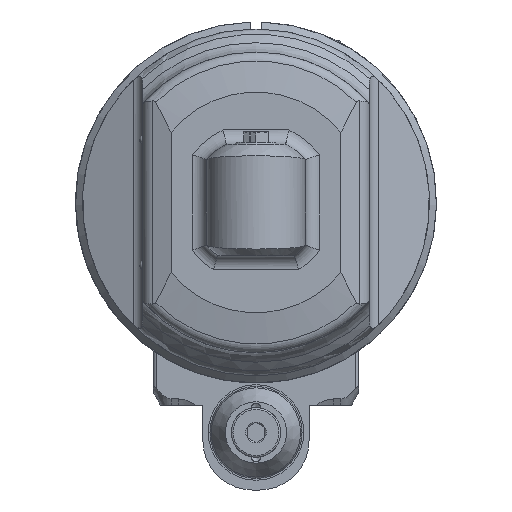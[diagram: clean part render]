
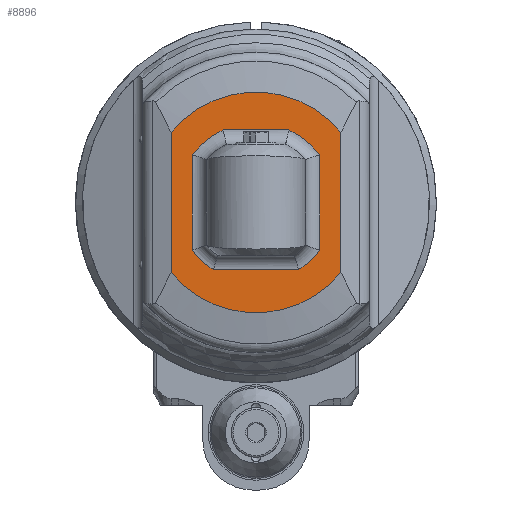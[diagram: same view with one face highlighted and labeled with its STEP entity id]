
A CAD part, front view. The second image highlights one B-rep face of the part: STEP entity #8896.
In plain terms, the highlighted face is planar.
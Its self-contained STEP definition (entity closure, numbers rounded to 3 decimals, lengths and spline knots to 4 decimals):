
#252=FACE_BOUND('',#2549,.T.);
#563=LINE('',#13369,#1212);
#565=LINE('',#13410,#1214);
#566=LINE('',#13414,#1215);
#567=LINE('',#13418,#1216);
#568=LINE('',#13421,#1217);
#569=LINE('',#13424,#1218);
#1212=VECTOR('',#10532,0.7302);
#1214=VECTOR('',#10554,1.063);
#1215=VECTOR('',#10557,1.5635);
#1216=VECTOR('',#10560,1.5635);
#1217=VECTOR('',#10563,1.063);
#1218=VECTOR('',#10566,0.949);
#2006=FACE_OUTER_BOUND('',#2548,.T.);
#2548=EDGE_LOOP('',(#5931,#5932,#5933,#5934));
#2549=EDGE_LOOP('',(#5935,#5936,#5937,#5938,#5939,#5940,#5941,#5942));
#3132=CIRCLE('',#9494,0.8858);
#3136=CIRCLE('',#9504,0.8858);
#3141=CIRCLE('',#9514,0.8858);
#3142=CIRCLE('',#9517,1.2267);
#3143=CIRCLE('',#9518,1.2267);
#3144=CIRCLE('',#9519,0.8858);
#3559=VERTEX_POINT('',#13218);
#3560=VERTEX_POINT('',#13235);
#3575=VERTEX_POINT('',#13336);
#3576=VERTEX_POINT('',#13349);
#3578=VERTEX_POINT('',#13368);
#3581=VERTEX_POINT('',#13395);
#3582=VERTEX_POINT('',#13412);
#3583=VERTEX_POINT('',#13413);
#3584=VERTEX_POINT('',#13415);
#3585=VERTEX_POINT('',#13417);
#3586=VERTEX_POINT('',#13420);
#3587=VERTEX_POINT('',#13422);
#4472=EDGE_CURVE('',#3560,#3559,#3132,.T.);
#4494=EDGE_CURVE('',#3576,#3575,#3136,.T.);
#4497=EDGE_CURVE('',#3576,#3578,#563,.T.);
#4504=EDGE_CURVE('',#3581,#3578,#3141,.T.);
#4506=EDGE_CURVE('',#3581,#3559,#565,.T.);
#4507=EDGE_CURVE('',#3582,#3583,#566,.T.);
#4508=EDGE_CURVE('',#3582,#3584,#3142,.T.);
#4509=EDGE_CURVE('',#3585,#3584,#567,.T.);
#4510=EDGE_CURVE('',#3585,#3583,#3143,.T.);
#4511=EDGE_CURVE('',#3586,#3575,#568,.T.);
#4512=EDGE_CURVE('',#3586,#3587,#3144,.T.);
#4513=EDGE_CURVE('',#3560,#3587,#569,.T.);
#5931=ORIENTED_EDGE('',*,*,#4507,.F.);
#5932=ORIENTED_EDGE('',*,*,#4508,.T.);
#5933=ORIENTED_EDGE('',*,*,#4509,.F.);
#5934=ORIENTED_EDGE('',*,*,#4510,.T.);
#5935=ORIENTED_EDGE('',*,*,#4506,.F.);
#5936=ORIENTED_EDGE('',*,*,#4504,.T.);
#5937=ORIENTED_EDGE('',*,*,#4497,.F.);
#5938=ORIENTED_EDGE('',*,*,#4494,.T.);
#5939=ORIENTED_EDGE('',*,*,#4511,.F.);
#5940=ORIENTED_EDGE('',*,*,#4512,.T.);
#5941=ORIENTED_EDGE('',*,*,#4513,.F.);
#5942=ORIENTED_EDGE('',*,*,#4472,.T.);
#8610=PLANE('',#9516);
#8896=ADVANCED_FACE('',(#2006,#252),#8610,.F.);
#9494=AXIS2_PLACEMENT_3D('',#13236,#10497,#10498);
#9504=AXIS2_PLACEMENT_3D('',#13350,#10527,#10528);
#9514=AXIS2_PLACEMENT_3D('',#13396,#10550,#10551);
#9516=AXIS2_PLACEMENT_3D('',#13411,#10555,#10556);
#9517=AXIS2_PLACEMENT_3D('',#13416,#10558,#10559);
#9518=AXIS2_PLACEMENT_3D('',#13419,#10561,#10562);
#9519=AXIS2_PLACEMENT_3D('',#13423,#10564,#10565);
#10497=DIRECTION('center_axis',(-1.,0.,0.));
#10498=DIRECTION('ref_axis',(0.,0.844,-0.536));
#10527=DIRECTION('center_axis',(-1.,0.,0.));
#10528=DIRECTION('ref_axis',(0.,-0.911,0.412));
#10532=DIRECTION('',(0.,0.,-1.));
#10550=DIRECTION('center_axis',(-1.,0.,0.));
#10551=DIRECTION('ref_axis',(0.,-0.6,-0.8));
#10554=DIRECTION('',(0.,1.,0.));
#10555=DIRECTION('center_axis',(-1.,0.,0.));
#10556=DIRECTION('ref_axis',(0.,1.,0.));
#10557=DIRECTION('',(0.,-1.,0.));
#10558=DIRECTION('center_axis',(1.,0.,0.));
#10559=DIRECTION('ref_axis',(0.,0.637,-0.771));
#10560=DIRECTION('',(0.,1.,0.));
#10561=DIRECTION('center_axis',(1.,0.,0.));
#10562=DIRECTION('ref_axis',(0.,-0.637,0.771));
#10563=DIRECTION('',(0.,-1.,0.));
#10564=DIRECTION('center_axis',(-1.,0.,0.));
#10565=DIRECTION('ref_axis',(0.,0.6,0.8));
#10566=DIRECTION('',(0.,0.,1.));
#13218=CARTESIAN_POINT('',(3.189,0.5315,-0.7087));
#13235=CARTESIAN_POINT('',(3.189,0.748,-0.4745));
#13236=CARTESIAN_POINT('Origin',(3.189,0.,0.));
#13336=CARTESIAN_POINT('',(3.189,-0.5315,0.7087));
#13349=CARTESIAN_POINT('',(3.189,-0.8071,0.3651));
#13350=CARTESIAN_POINT('Origin',(3.189,0.,0.));
#13368=CARTESIAN_POINT('',(3.189,-0.8071,-0.3651));
#13369=CARTESIAN_POINT('',(3.189,-0.8071,0.3651));
#13395=CARTESIAN_POINT('',(3.189,-0.5315,-0.7087));
#13396=CARTESIAN_POINT('Origin',(3.189,0.,0.));
#13410=CARTESIAN_POINT('',(3.189,-0.5315,-0.7087));
#13411=CARTESIAN_POINT('Origin',(3.189,-2.0079,-1.7565));
#13412=CARTESIAN_POINT('',(3.189,0.7818,-0.9453));
#13413=CARTESIAN_POINT('',(3.189,-0.7818,-0.9453));
#13414=CARTESIAN_POINT('',(3.189,0.7818,-0.9453));
#13415=CARTESIAN_POINT('',(3.189,0.7818,0.9453));
#13416=CARTESIAN_POINT('Origin',(3.189,0.,0.));
#13417=CARTESIAN_POINT('',(3.189,-0.7818,0.9453));
#13418=CARTESIAN_POINT('',(3.189,-0.7818,0.9453));
#13419=CARTESIAN_POINT('Origin',(3.189,0.,0.));
#13420=CARTESIAN_POINT('',(3.189,0.5315,0.7087));
#13421=CARTESIAN_POINT('',(3.189,0.5315,0.7087));
#13422=CARTESIAN_POINT('',(3.189,0.748,0.4745));
#13423=CARTESIAN_POINT('Origin',(3.189,0.,0.));
#13424=CARTESIAN_POINT('',(3.189,0.748,-0.4745));
